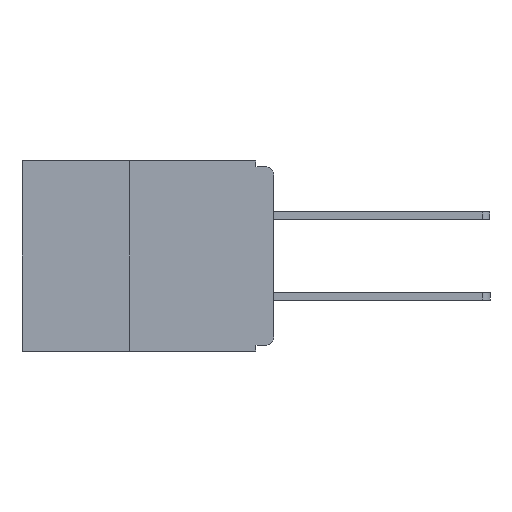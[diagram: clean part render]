
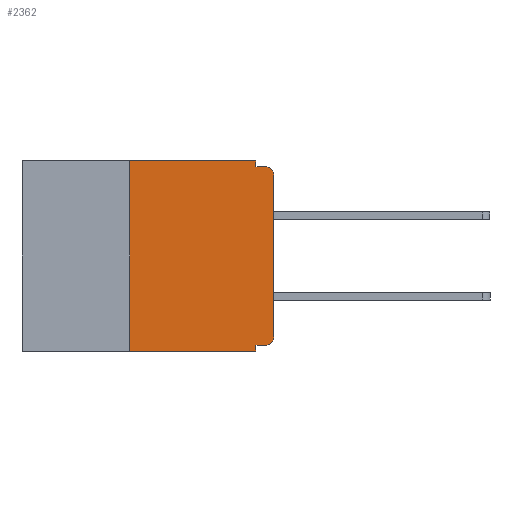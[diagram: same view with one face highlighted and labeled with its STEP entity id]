
A CAD part, left-side view. The second image highlights one B-rep face of the part: STEP entity #2362.
In plain terms, the highlighted planar face has unit normal (-1, 0, 0).
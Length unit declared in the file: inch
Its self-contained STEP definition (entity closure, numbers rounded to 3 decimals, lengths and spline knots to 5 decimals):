
#643 = CARTESIAN_POINT ( 'NONE',  ( 0., 0., -0.32 ) ) ;
#807 = EDGE_CURVE ( 'NONE', #12520, #6322, #28517, .T. ) ;
#933 = VERTEX_POINT ( 'NONE', #24866 ) ;
#1270 = ORIENTED_EDGE ( 'NONE', *, *, #9180, .F. ) ;
#2362 = ADVANCED_FACE ( 'NONE', ( #4235 ), #31846, .F. ) ;
#2592 = CARTESIAN_POINT ( 'NONE',  ( 0., 0.437, 0. ) ) ;
#3200 = CARTESIAN_POINT ( 'NONE',  ( 0., 0., -0.305 ) ) ;
#3393 = VECTOR ( 'NONE', #32475, 39.37008 ) ;
#3417 = DIRECTION ( 'NONE',  ( -1., 0., 0. ) ) ;
#4235 = FACE_OUTER_BOUND ( 'NONE', #26050, .T. ) ;
#4753 = VECTOR ( 'NONE', #24845, 39.37008 ) ;
#4906 = CARTESIAN_POINT ( 'NONE',  ( 0., 0.25, -0.33 ) ) ;
#4980 = VECTOR ( 'NONE', #27102, 39.37008 ) ;
#5189 = EDGE_CURVE ( 'NONE', #29394, #16270, #25085, .T. ) ;
#5635 = ORIENTED_EDGE ( 'NONE', *, *, #807, .T. ) ;
#5753 = VECTOR ( 'NONE', #28026, 39.37008 ) ;
#5852 = ORIENTED_EDGE ( 'NONE', *, *, #12867, .T. ) ;
#6018 = VERTEX_POINT ( 'NONE', #14617 ) ;
#6322 = VERTEX_POINT ( 'NONE', #16363 ) ;
#6402 = DIRECTION ( 'NONE',  ( 0., 0., 1. ) ) ;
#8530 = LINE ( 'NONE', #19456, #27858 ) ;
#8647 = ORIENTED_EDGE ( 'NONE', *, *, #26849, .T. ) ;
#8698 = CARTESIAN_POINT ( 'NONE',  ( 0., 0.031, -0.33 ) ) ;
#9176 = CARTESIAN_POINT ( 'NONE',  ( 0., 0.25, -0.33 ) ) ;
#9180 = EDGE_CURVE ( 'NONE', #30954, #29895, #11264, .T. ) ;
#9652 = VECTOR ( 'NONE', #21123, 39.37008 ) ;
#11032 = LINE ( 'NONE', #4906, #3393 ) ;
#11213 = CIRCLE ( 'NONE', #31437, 0.015 ) ;
#11264 = LINE ( 'NONE', #643, #9652 ) ;
#12520 = VERTEX_POINT ( 'NONE', #27763 ) ;
#12867 = EDGE_CURVE ( 'NONE', #29199, #12520, #16674, .T. ) ;
#12966 = EDGE_CURVE ( 'NONE', #21865, #933, #18623, .T. ) ;
#14617 = CARTESIAN_POINT ( 'NONE',  ( 0., 0.25, 0. ) ) ;
#14787 = EDGE_CURVE ( 'NONE', #933, #6322, #8530, .T. ) ;
#15411 = ORIENTED_EDGE ( 'NONE', *, *, #12966, .F. ) ;
#16270 = VERTEX_POINT ( 'NONE', #8698 ) ;
#16363 = CARTESIAN_POINT ( 'NONE',  ( 0., 0.015, -0.01 ) ) ;
#16674 = LINE ( 'NONE', #19126, #21796 ) ;
#17274 = CARTESIAN_POINT ( 'NONE',  ( 0., 0.437, -0.33 ) ) ;
#17314 = EDGE_CURVE ( 'NONE', #29895, #16270, #25260, .T. ) ;
#18067 = ORIENTED_EDGE ( 'NONE', *, *, #5189, .T. ) ;
#18168 = ORIENTED_EDGE ( 'NONE', *, *, #17314, .F. ) ;
#18623 = LINE ( 'NONE', #24627, #4980 ) ;
#18671 = ORIENTED_EDGE ( 'NONE', *, *, #23966, .F. ) ;
#18758 = CARTESIAN_POINT ( 'NONE',  ( 0., 0.015, -0.305 ) ) ;
#19126 = CARTESIAN_POINT ( 'NONE',  ( 0., 0., 0. ) ) ;
#19456 = CARTESIAN_POINT ( 'NONE',  ( 0., 0., -0.01 ) ) ;
#20543 = CARTESIAN_POINT ( 'NONE',  ( 0., 0.015, -0.32 ) ) ;
#21123 = DIRECTION ( 'NONE',  ( 0., 1., 0. ) ) ;
#21308 = DIRECTION ( 'NONE',  ( 0., 0., -1. ) ) ;
#21796 = VECTOR ( 'NONE', #6402, 39.37008 ) ;
#21865 = VERTEX_POINT ( 'NONE', #24859 ) ;
#23966 = EDGE_CURVE ( 'NONE', #29394, #6018, #11032, .T. ) ;
#24440 = LINE ( 'NONE', #2592, #30182 ) ;
#24627 = CARTESIAN_POINT ( 'NONE',  ( 0., 0.031, 0. ) ) ;
#24845 = DIRECTION ( 'NONE',  ( 0., -1., 0. ) ) ;
#24859 = CARTESIAN_POINT ( 'NONE',  ( 0., 0.031, 0. ) ) ;
#24866 = CARTESIAN_POINT ( 'NONE',  ( 0., 0.031, -0.01 ) ) ;
#25085 = LINE ( 'NONE', #17274, #4753 ) ;
#25260 = LINE ( 'NONE', #25562, #5753 ) ;
#25291 = EDGE_CURVE ( 'NONE', #6018, #21865, #24440, .T. ) ;
#25562 = CARTESIAN_POINT ( 'NONE',  ( 0., 0.031, -0.33 ) ) ;
#26050 = EDGE_LOOP ( 'NONE', ( #5852, #5635, #32251, #15411, #27582, #18671, #18067, #18168, #1270, #8647 ) ) ;
#26237 = AXIS2_PLACEMENT_3D ( 'NONE', #26295, #26255, #27363 ) ;
#26255 = DIRECTION ( 'NONE',  ( -1., 0., 0. ) ) ;
#26295 = CARTESIAN_POINT ( 'NONE',  ( 0., 0.015, -0.025 ) ) ;
#26849 = EDGE_CURVE ( 'NONE', #30954, #29199, #11213, .T. ) ;
#27102 = DIRECTION ( 'NONE',  ( 0., 0., -1. ) ) ;
#27363 = DIRECTION ( 'NONE',  ( 0., 0., -1. ) ) ;
#27582 = ORIENTED_EDGE ( 'NONE', *, *, #25291, .F. ) ;
#27763 = CARTESIAN_POINT ( 'NONE',  ( 0., 0., -0.025 ) ) ;
#27858 = VECTOR ( 'NONE', #31760, 39.37008 ) ;
#27992 = DIRECTION ( 'NONE',  ( 0., -1., 0. ) ) ;
#28026 = DIRECTION ( 'NONE',  ( 0., 0., -1. ) ) ;
#28517 = CIRCLE ( 'NONE', #26237, 0.015 ) ;
#28743 = CARTESIAN_POINT ( 'NONE',  ( 0., 0.031, -0.32 ) ) ;
#29199 = VERTEX_POINT ( 'NONE', #3200 ) ;
#29394 = VERTEX_POINT ( 'NONE', #9176 ) ;
#29461 = DIRECTION ( 'NONE',  ( 0., 0., -1. ) ) ;
#29895 = VERTEX_POINT ( 'NONE', #28743 ) ;
#30182 = VECTOR ( 'NONE', #27992, 39.37008 ) ;
#30954 = VERTEX_POINT ( 'NONE', #20543 ) ;
#31296 = DIRECTION ( 'NONE',  ( 1., 0., 0. ) ) ;
#31437 = AXIS2_PLACEMENT_3D ( 'NONE', #18758, #3417, #21308 ) ;
#31546 = AXIS2_PLACEMENT_3D ( 'NONE', #32467, #31296, #29461 ) ;
#31760 = DIRECTION ( 'NONE',  ( 0., -1., 0. ) ) ;
#31846 = PLANE ( 'NONE',  #31546 ) ;
#32251 = ORIENTED_EDGE ( 'NONE', *, *, #14787, .F. ) ;
#32467 = CARTESIAN_POINT ( 'NONE',  ( 0., 0.437, 0. ) ) ;
#32475 = DIRECTION ( 'NONE',  ( 0., 0., 1. ) ) ;
